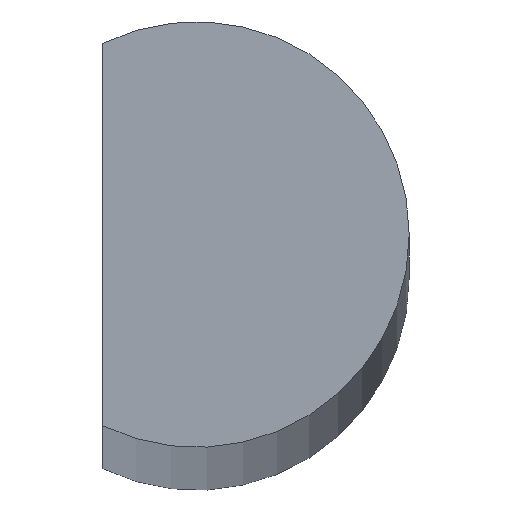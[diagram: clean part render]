
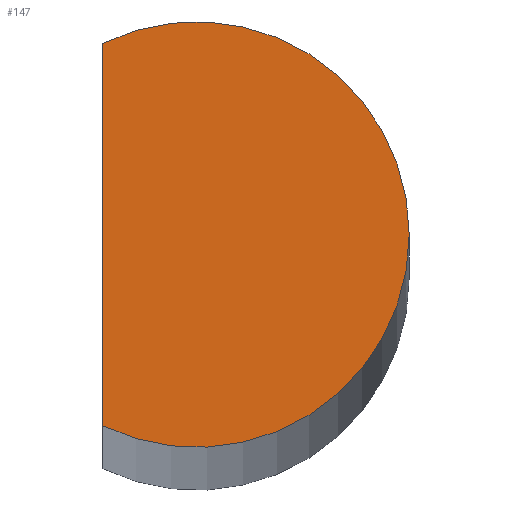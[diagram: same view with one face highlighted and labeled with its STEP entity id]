
A CAD part, top view. The second image highlights one B-rep face of the part: STEP entity #147.
In plain terms, the highlighted planar face has unit normal (0, 0, 1).
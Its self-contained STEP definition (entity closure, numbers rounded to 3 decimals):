
#8 = AXIS2_PLACEMENT_3D ( 'NONE', #19, #113, #18 ) ;
#18 = DIRECTION ( 'NONE',  ( 1., 0., 0. ) ) ;
#19 = CARTESIAN_POINT ( 'NONE',  ( 0., 0., 130. ) ) ;
#22 = AXIS2_PLACEMENT_3D ( 'NONE', #54, #81, #107 ) ;
#26 = EDGE_LOOP ( 'NONE', ( #94, #96 ) ) ;
#43 = EDGE_CURVE ( 'NONE', #65, #123, #92, .T. ) ;
#49 = FACE_OUTER_BOUND ( 'NONE', #26, .T. ) ;
#54 = CARTESIAN_POINT ( 'NONE',  ( 0., 0., 130. ) ) ;
#57 = DIRECTION ( 'NONE',  ( 0., -1., 0. ) ) ;
#65 = VERTEX_POINT ( 'NONE', #110 ) ;
#71 = LINE ( 'NONE', #74, #100 ) ;
#74 = CARTESIAN_POINT ( 'NONE',  ( -0.99, 2.02, 130. ) ) ;
#81 = DIRECTION ( 'NONE',  ( 0., 0., 1. ) ) ;
#85 = PLANE ( 'NONE',  #8 ) ;
#92 = CIRCLE ( 'NONE', #22, 2.25 ) ;
#94 = ORIENTED_EDGE ( 'NONE', *, *, #43, .T. ) ;
#96 = ORIENTED_EDGE ( 'NONE', *, *, #150, .T. ) ;
#100 = VECTOR ( 'NONE', #57, 1000. ) ;
#107 = DIRECTION ( 'NONE',  ( 1., 0., 0. ) ) ;
#110 = CARTESIAN_POINT ( 'NONE',  ( -0.99, -2.02, 130. ) ) ;
#112 = CARTESIAN_POINT ( 'NONE',  ( -0.99, 2.02, 130. ) ) ;
#113 = DIRECTION ( 'NONE',  ( 0., 0., 1. ) ) ;
#123 = VERTEX_POINT ( 'NONE', #112 ) ;
#147 = ADVANCED_FACE ( 'NONE', ( #49 ), #85, .T. ) ;
#150 = EDGE_CURVE ( 'NONE', #123, #65, #71, .T. ) ;
